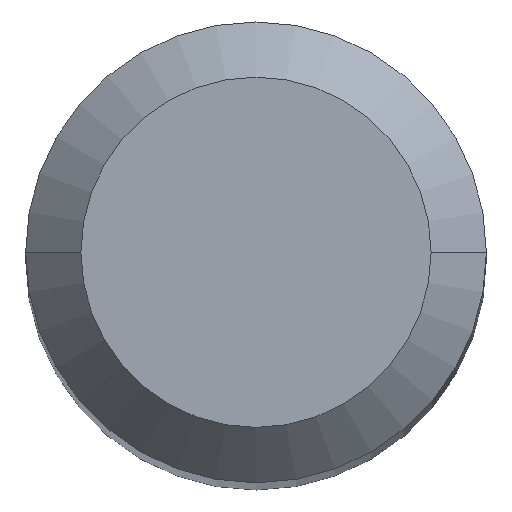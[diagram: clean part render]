
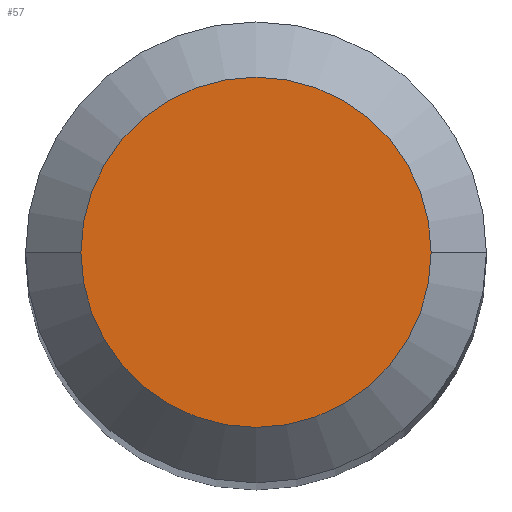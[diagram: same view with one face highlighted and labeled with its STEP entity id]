
A CAD part, top view. The second image highlights one B-rep face of the part: STEP entity #57.
In plain terms, the highlighted planar face has unit normal (0, 0, 1).
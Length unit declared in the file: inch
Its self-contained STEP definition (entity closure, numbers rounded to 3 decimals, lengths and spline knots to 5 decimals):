
#16 = CARTESIAN_POINT ( 'NONE',  ( 0.0475, 0., 1.5 ) ) ;
#36 = AXIS2_PLACEMENT_3D ( 'NONE', #328, #199, #304 ) ;
#57 = ADVANCED_FACE ( 'NONE', ( #248 ), #273, .T. ) ;
#71 = ORIENTED_EDGE ( 'NONE', *, *, #211, .T. ) ;
#72 = CARTESIAN_POINT ( 'NONE',  ( 0., 0., 1.5 ) ) ;
#105 = DIRECTION ( 'NONE',  ( 0., 0., 1. ) ) ;
#154 = CARTESIAN_POINT ( 'NONE',  ( -0.0475, 0., 1.5 ) ) ;
#156 = AXIS2_PLACEMENT_3D ( 'NONE', #72, #159, #341 ) ;
#159 = DIRECTION ( 'NONE',  ( 0., 0., 1. ) ) ;
#188 = AXIS2_PLACEMENT_3D ( 'NONE', #189, #105, #218 ) ;
#189 = CARTESIAN_POINT ( 'NONE',  ( 0., 0., 1.5 ) ) ;
#195 = CIRCLE ( 'NONE', #156, 0.0475 ) ;
#199 = DIRECTION ( 'NONE',  ( 0., 0., 1. ) ) ;
#211 = EDGE_CURVE ( 'NONE', #283, #351, #265, .T. ) ;
#218 = DIRECTION ( 'NONE',  ( 1., 0., 0. ) ) ;
#232 = EDGE_LOOP ( 'NONE', ( #243, #71 ) ) ;
#243 = ORIENTED_EDGE ( 'NONE', *, *, #340, .T. ) ;
#248 = FACE_OUTER_BOUND ( 'NONE', #232, .T. ) ;
#265 = CIRCLE ( 'NONE', #36, 0.0475 ) ;
#273 = PLANE ( 'NONE',  #188 ) ;
#283 = VERTEX_POINT ( 'NONE', #16 ) ;
#304 = DIRECTION ( 'NONE',  ( 1., 0., 0. ) ) ;
#328 = CARTESIAN_POINT ( 'NONE',  ( 0., 0., 1.5 ) ) ;
#340 = EDGE_CURVE ( 'NONE', #351, #283, #195, .T. ) ;
#341 = DIRECTION ( 'NONE',  ( 1., 0., 0. ) ) ;
#351 = VERTEX_POINT ( 'NONE', #154 ) ;
